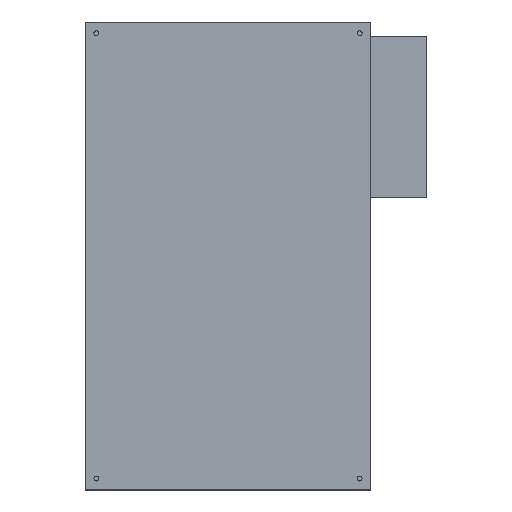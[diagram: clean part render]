
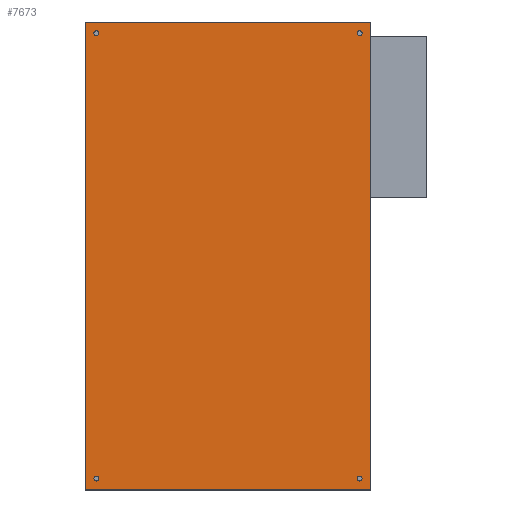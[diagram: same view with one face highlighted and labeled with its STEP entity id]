
A CAD part, top view. The second image highlights one B-rep face of the part: STEP entity #7673.
In plain terms, the highlighted planar face has unit normal (0, 0, 1).
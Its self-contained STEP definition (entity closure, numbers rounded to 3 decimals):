
#160=FACE_BOUND('',#1738,.T.);
#161=FACE_BOUND('',#1739,.T.);
#162=FACE_BOUND('',#1740,.T.);
#163=FACE_BOUND('',#1741,.T.);
#592=PLANE('',#8422);
#1102=FACE_OUTER_BOUND('',#1737,.T.);
#1737=EDGE_LOOP('',(#7068,#7069,#7070,#7071));
#1738=EDGE_LOOP('',(#7072));
#1739=EDGE_LOOP('',(#7073));
#1740=EDGE_LOOP('',(#7074));
#1741=EDGE_LOOP('',(#7075));
#2500=LINE('',#12758,#3266);
#2503=LINE('',#12764,#3269);
#2506=LINE('',#12770,#3272);
#2509=LINE('',#12774,#3275);
#3266=VECTOR('',#10636,10.);
#3269=VECTOR('',#10641,10.);
#3272=VECTOR('',#10646,10.);
#3275=VECTOR('',#10651,10.);
#3494=CIRCLE('',#8411,1.75);
#3495=CIRCLE('',#8413,1.75);
#3496=CIRCLE('',#8415,1.75);
#3497=CIRCLE('',#8417,1.75);
#4066=VERTEX_POINT('',#12736);
#4067=VERTEX_POINT('',#12740);
#4068=VERTEX_POINT('',#12744);
#4069=VERTEX_POINT('',#12748);
#4072=VERTEX_POINT('',#12755);
#4073=VERTEX_POINT('',#12757);
#4075=VERTEX_POINT('',#12763);
#4077=VERTEX_POINT('',#12769);
#5060=EDGE_CURVE('',#4066,#4066,#3494,.T.);
#5062=EDGE_CURVE('',#4067,#4067,#3495,.T.);
#5064=EDGE_CURVE('',#4068,#4068,#3496,.T.);
#5066=EDGE_CURVE('',#4069,#4069,#3497,.T.);
#5070=EDGE_CURVE('',#4073,#4072,#2500,.T.);
#5073=EDGE_CURVE('',#4075,#4073,#2503,.T.);
#5076=EDGE_CURVE('',#4077,#4075,#2506,.T.);
#5079=EDGE_CURVE('',#4072,#4077,#2509,.T.);
#7068=ORIENTED_EDGE('',*,*,#5079,.T.);
#7069=ORIENTED_EDGE('',*,*,#5076,.T.);
#7070=ORIENTED_EDGE('',*,*,#5073,.T.);
#7071=ORIENTED_EDGE('',*,*,#5070,.T.);
#7072=ORIENTED_EDGE('',*,*,#5066,.T.);
#7073=ORIENTED_EDGE('',*,*,#5064,.T.);
#7074=ORIENTED_EDGE('',*,*,#5062,.T.);
#7075=ORIENTED_EDGE('',*,*,#5060,.T.);
#7673=ADVANCED_FACE('',(#1102,#160,#161,#162,#163),#592,.T.);
#8411=AXIS2_PLACEMENT_3D('',#12737,#10614,#10615);
#8413=AXIS2_PLACEMENT_3D('',#12741,#10619,#10620);
#8415=AXIS2_PLACEMENT_3D('',#12745,#10624,#10625);
#8417=AXIS2_PLACEMENT_3D('',#12749,#10629,#10630);
#8422=AXIS2_PLACEMENT_3D('',#12775,#10652,#10653);
#10614=DIRECTION('center_axis',(0.,0.,-1.));
#10615=DIRECTION('ref_axis',(-1.,0.,0.));
#10619=DIRECTION('center_axis',(0.,0.,-1.));
#10620=DIRECTION('ref_axis',(-1.,0.,0.));
#10624=DIRECTION('center_axis',(0.,0.,-1.));
#10625=DIRECTION('ref_axis',(-1.,0.,0.));
#10629=DIRECTION('center_axis',(0.,0.,-1.));
#10630=DIRECTION('ref_axis',(-1.,0.,0.));
#10636=DIRECTION('',(0.,-1.,0.));
#10641=DIRECTION('',(-1.,0.,0.));
#10646=DIRECTION('',(0.,1.,0.));
#10651=DIRECTION('',(1.,0.,0.));
#10652=DIRECTION('center_axis',(0.,0.,1.));
#10653=DIRECTION('ref_axis',(-1.,0.,0.));
#12736=CARTESIAN_POINT('',(195.75,324.,92.));
#12737=CARTESIAN_POINT('Origin',(194.,324.,92.));
#12740=CARTESIAN_POINT('',(195.75,6.,92.));
#12741=CARTESIAN_POINT('Origin',(194.,6.,92.));
#12744=CARTESIAN_POINT('',(7.75,6.,92.));
#12745=CARTESIAN_POINT('Origin',(6.,6.,92.));
#12748=CARTESIAN_POINT('',(7.75,324.,92.));
#12749=CARTESIAN_POINT('Origin',(6.,324.,92.));
#12755=CARTESIAN_POINT('',(-2.,-2.,92.));
#12757=CARTESIAN_POINT('',(-2.,332.,92.));
#12758=CARTESIAN_POINT('',(-2.,-2.,92.));
#12763=CARTESIAN_POINT('',(202.,332.,92.));
#12764=CARTESIAN_POINT('',(-2.,332.,92.));
#12769=CARTESIAN_POINT('',(202.,-2.,92.));
#12770=CARTESIAN_POINT('',(202.,332.,92.));
#12774=CARTESIAN_POINT('',(202.,-2.,92.));
#12775=CARTESIAN_POINT('Origin',(100.,165.,92.));
